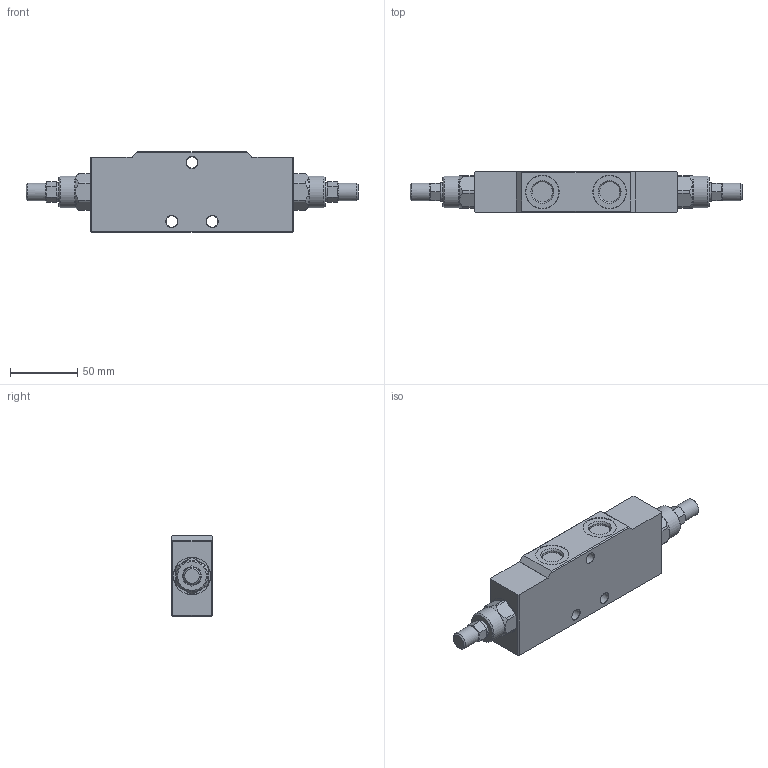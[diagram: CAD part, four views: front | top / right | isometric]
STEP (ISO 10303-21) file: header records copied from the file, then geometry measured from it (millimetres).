
FILE_DESCRIPTION(/* description */ ('Unknown'),/* implementation_level */ '2;1');
FILE_NAME(/* name */ 'v0422',/* time_stamp */ '2018-11-08T16:38:51+01:00',/* author */ ('Unknown'),/* organization */ ('Unknown'),/* preprocessor_version */ 'ST-DEVELOPER v16',/* originating_system */ 'DEX',/* authorisation */ $);
FILE_SCHEMA (('AUTOMOTIVE_DESIGN {1 0 10303 214 3 1 1}'));
Length unit declared in the file: millimetre
Products named in the file (1): v0422
Bounding box: 247 x 30 x 60 mm (x, y, z)
Volume: 284525.6 mm3; surface area: 37997.9 mm2
Topology: 1 solids, 2 shells, 178 faces, 439 edges, 261 vertices
Faces by surface type: plane 66, cone 40, cylinder 31, torus 21, bspline 20
Full cylindrical faces by diameter (mm): 8.5 x3, 13 x2, 14 x2, 15.2 x2, 23.6 x2, 25 x4, 28 x2
Entity records: 7730 total; most frequent: CARTESIAN_POINT 2927, ORIENTED_EDGE 700, DIRECTION 666, EDGE_CURVE 350, AXIS2_PLACEMENT_3D 281, EDGE_LOOP 242, FACE_BOUND 242, VERTEX_POINT 234
